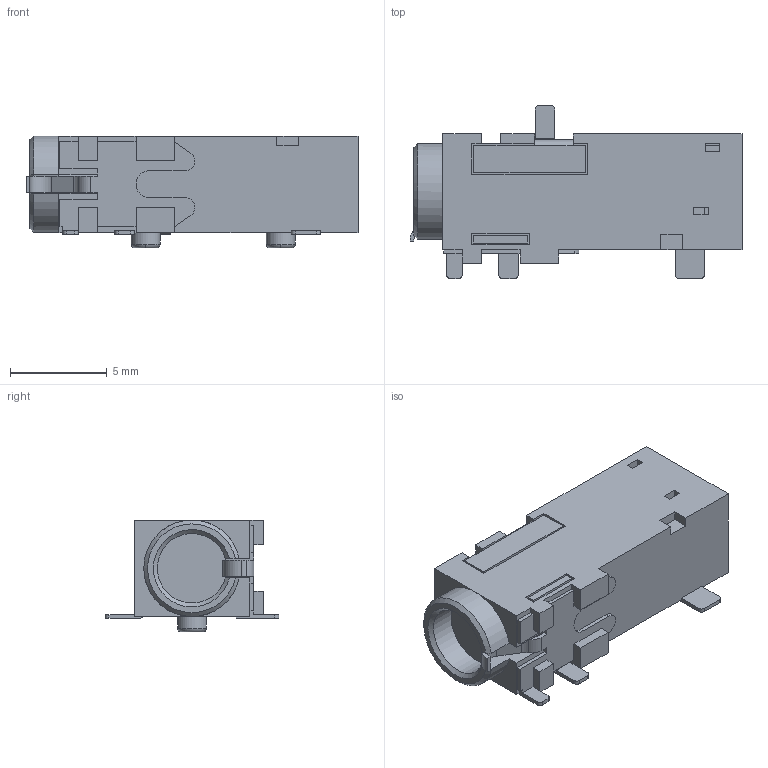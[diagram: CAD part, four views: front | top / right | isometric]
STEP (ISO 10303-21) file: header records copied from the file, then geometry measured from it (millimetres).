
FILE_DESCRIPTION(('FreeCAD Model'),'2;1');
FILE_NAME('Open CASCADE Shape Model','2022-01-08T19:05:27',( 'kicad StepUp'),('ksu MCAD'),'Open CASCADE STEP processor 7.5', 'FreeCAD','Unknown');
FILE_SCHEMA(('AUTOMOTIVE_DESIGN { 1 0 10303 214 1 1 1 1 }'));
Length unit declared in the file: millimetre
Products named in the file (1): CUI_-_SJ-43514-SMT
Bounding box: 17.2 x 9 x 5.8 mm (x, y, z)
Volume: 446.8 mm3; surface area: 575.9 mm2
Topology: 1 solids, 1 shells, 176 faces, 495 edges, 324 vertices
Faces by surface type: plane 145, cylinder 25, torus 4, cone 2
Full cylindrical faces by diameter (mm): 1.5 x2
Entity records: 6867 total; most frequent: CARTESIAN_POINT 998, ORIENTED_EDGE 990, DIRECTION 917, EDGE_CURVE 495, LINE 423, VECTOR 423, VERTEX_POINT 324, AXIS2_PLACEMENT_3D 247
